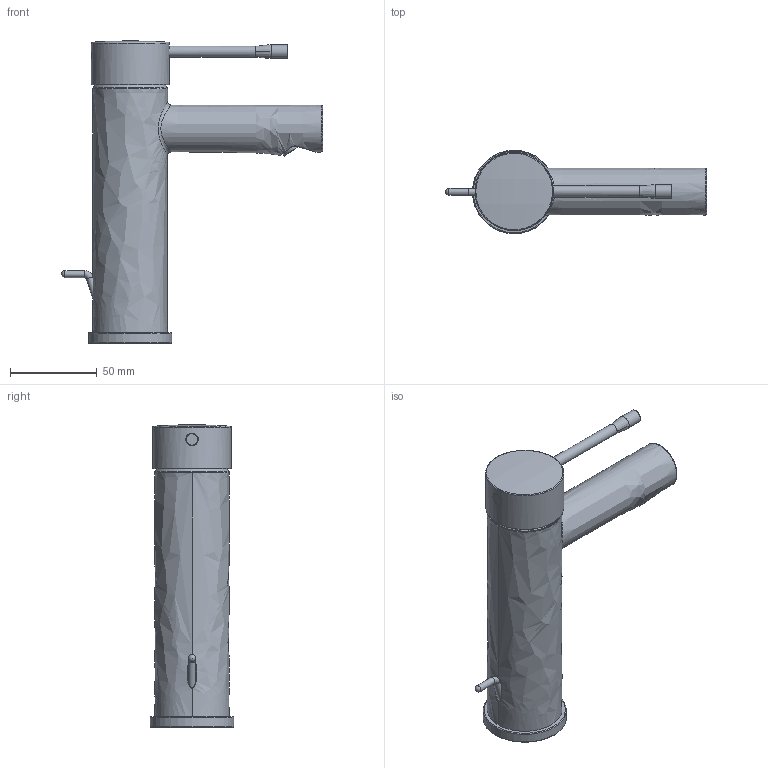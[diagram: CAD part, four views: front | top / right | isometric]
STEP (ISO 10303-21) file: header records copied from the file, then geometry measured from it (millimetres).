
FILE_DESCRIPTION(/* description */ ('Unknown'),/* implementation_level */ '2;1');
FILE_NAME(/* name */ '32216001',/* time_stamp */ '2022-09-10T06:20:07+02:00',/* author */ ('Unknown'),/* organization */ ('GROHE AG'),/* preprocessor_version */ 'ST-DEVELOPER v16.7',/* originating_system */ 'DEX',/* authorisation */ $);
FILE_SCHEMA (('AUTOMOTIVE_DESIGN {1 0 10303 214 3 1 1}'));
Length unit declared in the file: millimetre
Products named in the file (7): 32216001; 32216001_0; id81; 4225378; A4286211-2; A4286283-2
Assembly tree (6 placements, depth 2):
  32216001
    32216001
    32216001_0
    id81
    4225378
    A4286211-2
    A4286283-2
Bounding box: 150.27 x 47.99 x 173.93 mm (x, y, z)
Volume: 1407.7 mm3; surface area: 47103.5 mm2
Topology: 4 solids, 13 shells, 142 faces, 414 edges, 269 vertices
Faces by surface type: plane 51, bspline 37, cylinder 24, torus 22, sphere 4, cone 4
Full cylindrical faces by diameter (mm): 4 x4, 5.2 x1, 6 x1, 6.35 x1, 6.7 x1, 7.793 x1, 13.35 x1, 14.55 x1, 16.4 x1, 16.7 x1, 40.996 x1, 45 x1
Entity records: 8382 total; most frequent: CARTESIAN_POINT 4231, DIRECTION 636, ORIENTED_EDGE 608, EDGE_CURVE 353, AXIS2_PLACEMENT_3D 271, VERTEX_POINT 251, EDGE_LOOP 183, FACE_BOUND 183
